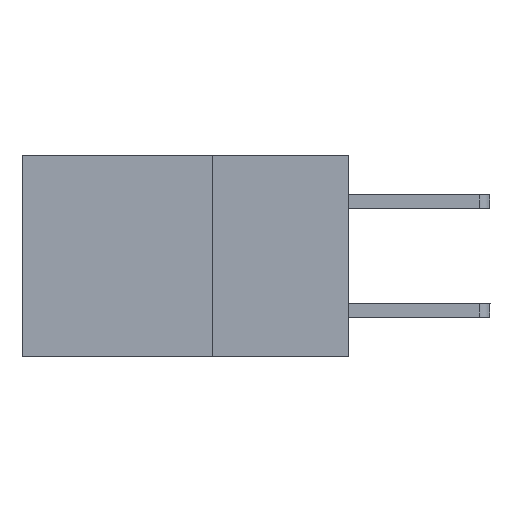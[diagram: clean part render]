
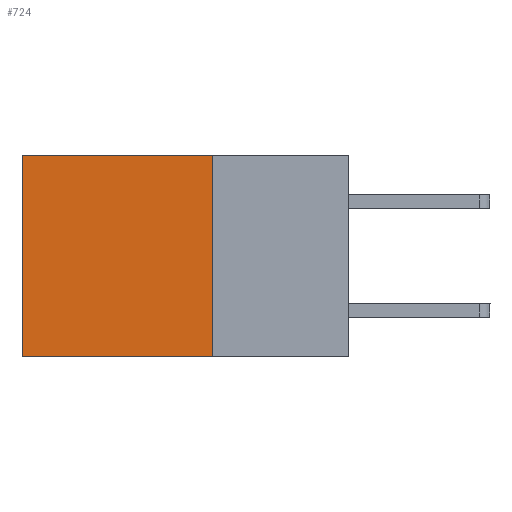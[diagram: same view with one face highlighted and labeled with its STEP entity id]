
A CAD part, left-side view. The second image highlights one B-rep face of the part: STEP entity #724.
In plain terms, the highlighted planar face has unit normal (-1, 0, 0).
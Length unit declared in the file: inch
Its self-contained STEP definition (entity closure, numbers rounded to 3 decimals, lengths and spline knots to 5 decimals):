
#291 = FACE_OUTER_BOUND ( 'NONE', #8287, .T. ) ;
#383 = LINE ( 'NONE', #8864, #8191 ) ;
#724 = ADVANCED_FACE ( 'NONE', ( #291 ), #5515, .F. ) ;
#905 = VECTOR ( 'NONE', #6954, 39.37008 ) ;
#910 = CARTESIAN_POINT ( 'NONE',  ( 0.2615, 0.25, 0. ) ) ;
#1216 = ORIENTED_EDGE ( 'NONE', *, *, #6593, .T. ) ;
#1241 = ORIENTED_EDGE ( 'NONE', *, *, #2276, .F. ) ;
#1981 = CARTESIAN_POINT ( 'NONE',  ( 0.2615, 0.6, -0.37 ) ) ;
#2276 = EDGE_CURVE ( 'NONE', #3635, #6141, #383, .T. ) ;
#2684 = VERTEX_POINT ( 'NONE', #3692 ) ;
#2990 = EDGE_CURVE ( 'NONE', #2684, #4470, #8670, .T. ) ;
#3257 = CARTESIAN_POINT ( 'NONE',  ( 0.2615, 0.25, -0.37 ) ) ;
#3450 = ORIENTED_EDGE ( 'NONE', *, *, #2990, .T. ) ;
#3499 = VECTOR ( 'NONE', #9193, 39.37008 ) ;
#3635 = VERTEX_POINT ( 'NONE', #3257 ) ;
#3692 = CARTESIAN_POINT ( 'NONE',  ( 0.2615, 0.25, 0. ) ) ;
#3739 = LINE ( 'NONE', #8507, #3499 ) ;
#3917 = AXIS2_PLACEMENT_3D ( 'NONE', #5892, #5488, #5468 ) ;
#4470 = VERTEX_POINT ( 'NONE', #5143 ) ;
#5143 = CARTESIAN_POINT ( 'NONE',  ( 0.2615, 0.6, 0. ) ) ;
#5159 = VECTOR ( 'NONE', #7760, 39.37008 ) ;
#5468 = DIRECTION ( 'NONE',  ( 0., 0., -1. ) ) ;
#5488 = DIRECTION ( 'NONE',  ( 1., 0., 0. ) ) ;
#5515 = PLANE ( 'NONE',  #3917 ) ;
#5586 = EDGE_CURVE ( 'NONE', #2684, #3635, #7115, .T. ) ;
#5892 = CARTESIAN_POINT ( 'NONE',  ( 0.2615, 0.25, -0.37 ) ) ;
#6141 = VERTEX_POINT ( 'NONE', #1981 ) ;
#6593 = EDGE_CURVE ( 'NONE', #4470, #6141, #3739, .T. ) ;
#6803 = ORIENTED_EDGE ( 'NONE', *, *, #5586, .F. ) ;
#6954 = DIRECTION ( 'NONE',  ( 0., 1., 0. ) ) ;
#7115 = LINE ( 'NONE', #7718, #5159 ) ;
#7718 = CARTESIAN_POINT ( 'NONE',  ( 0.2615, 0.25, -0.37 ) ) ;
#7760 = DIRECTION ( 'NONE',  ( 0., 0., -1. ) ) ;
#8191 = VECTOR ( 'NONE', #8732, 39.37008 ) ;
#8287 = EDGE_LOOP ( 'NONE', ( #1216, #1241, #6803, #3450 ) ) ;
#8507 = CARTESIAN_POINT ( 'NONE',  ( 0.2615, 0.6, -0.37 ) ) ;
#8670 = LINE ( 'NONE', #910, #905 ) ;
#8732 = DIRECTION ( 'NONE',  ( 0., 1., 0. ) ) ;
#8864 = CARTESIAN_POINT ( 'NONE',  ( 0.2615, 0.25, -0.37 ) ) ;
#9193 = DIRECTION ( 'NONE',  ( 0., 0., -1. ) ) ;
